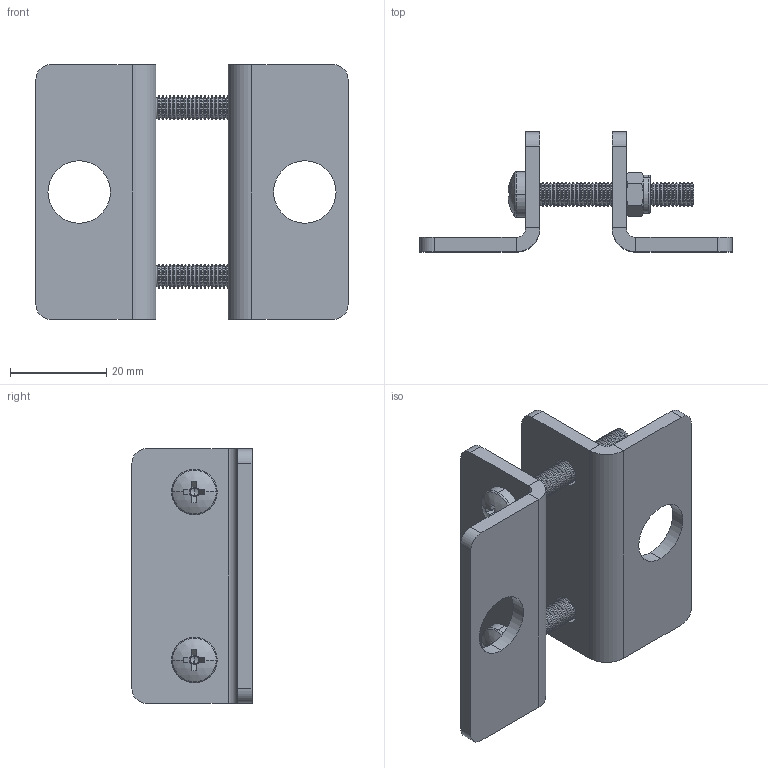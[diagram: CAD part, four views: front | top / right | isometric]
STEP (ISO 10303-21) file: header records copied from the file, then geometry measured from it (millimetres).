
FILE_DESCRIPTION (( 'STEP AP203' ), '1' );
FILE_NAME ('T63760.STEP', '2018-08-16T11:32:39', ( '' ), ( '' ), 'SwSTEP 2.0', 'SolidWorks 2016', '' );
FILE_SCHEMA (( 'CONFIG_CONTROL_DESIGN' ));
Length unit declared in the file: millimetre
Products named in the file (4): TH3914; SW3dPS-nyloc nut, st stl a2 iso_M5 NYLOC; T63760; Pan Head Cross Recess Screw_Doughty Fastners_ISO 7045 - M5 x 35 - Z --- 35S
Assembly tree (6 placements, depth 2):
  T63760
    TH3914  x2
    SW3dPS-nyloc nut, st stl a2 iso_M5 NYLOC  x2
    Pan Head Cross Recess Screw_Doughty Fastners_ISO 7045 - M5 x 35 - Z --- 35S  x2
Bounding box: 65 x 25 x 53 mm (x, y, z)
Volume: 15278 mm3; surface area: 13080.2 mm2
Topology: 6 solids, 6 shells, 682 faces, 1764 edges, 1094 vertices
Faces by surface type: cone 376, cylinder 208, plane 78, torus 16, sphere 4
Entity records: 11116 total; most frequent: DIRECTION 2072, CARTESIAN_POINT 1905, ORIENTED_EDGE 1760, EDGE_CURVE 880, AXIS2_PLACEMENT_3D 874, VERTEX_POINT 547, CIRCLE 524, EDGE_LOOP 351
